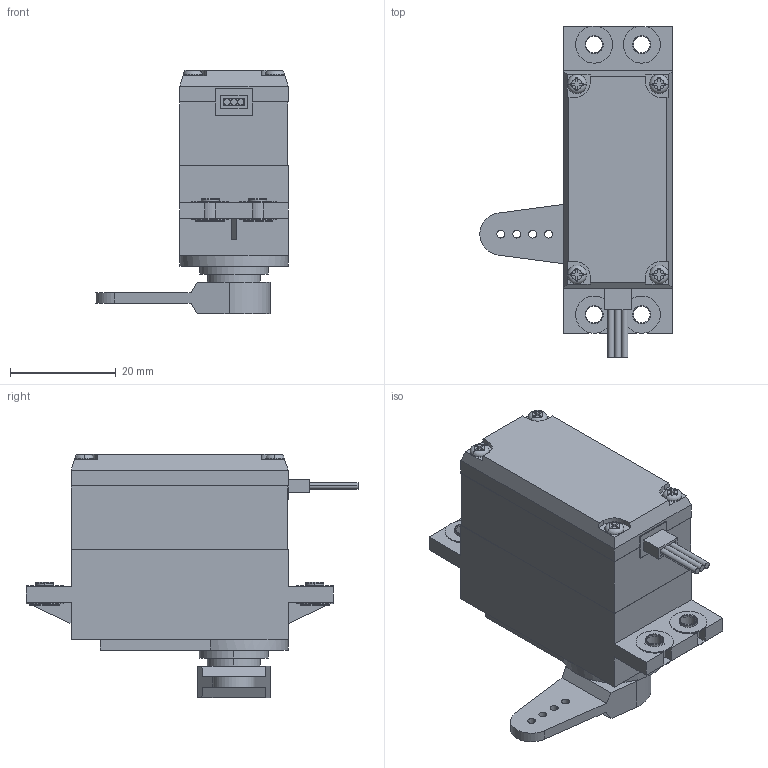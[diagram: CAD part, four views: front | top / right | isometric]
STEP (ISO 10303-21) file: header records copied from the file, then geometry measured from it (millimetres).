
FILE_DESCRIPTION(('Creo Elements/Direct Modeling STEP Export'),'2;1');
FILE_NAME('AS-463HB.stp','2016-02-11T23:45:32',(''),(''),'Creo Elements/Direct Modeling STEP processor for AP214 (Solid Model)','Creo Elements/Direct Modeling 18.1C 24-Feb-2013 (C) Parametric Technology GmbH','');
FILE_SCHEMA(('AUTOMOTIVE_DESIGN { 1 0 10303 214 1 1 1 1 }'));
Length unit declared in the file: millimetre
Products named in the file (6): AS-463HBody; screw; rivet; bumper; Arm; AS-463HB
Assembly tree (14 placements, depth 2):
  AS-463HB
    Arm
    rivet  x4
    bumper  x4
    screw  x4
    AS-463HBody
Bounding box: 36.34 x 62.7 x 46 mm (x, y, z)
Volume: 33027.6 mm3; surface area: 10148.9 mm2
Topology: 14 solids, 14 shells, 474 faces, 1174 edges, 755 vertices
Faces by surface type: plane 205, cylinder 185, torus 40, cone 34, bspline 8, extrusion 2
Entity records: 7593 total; most frequent: CARTESIAN_POINT 2098, ORIENTED_EDGE 1160, DIRECTION 963, EDGE_CURVE 580, VERTEX_POINT 377, VECTOR 327, LINE 325, AXIS2_PLACEMENT_3D 318
